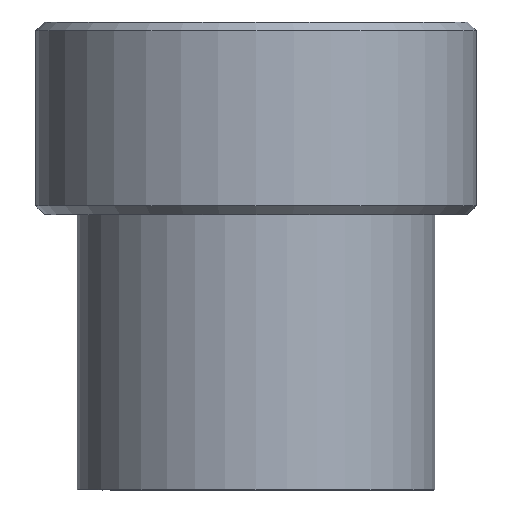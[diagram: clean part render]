
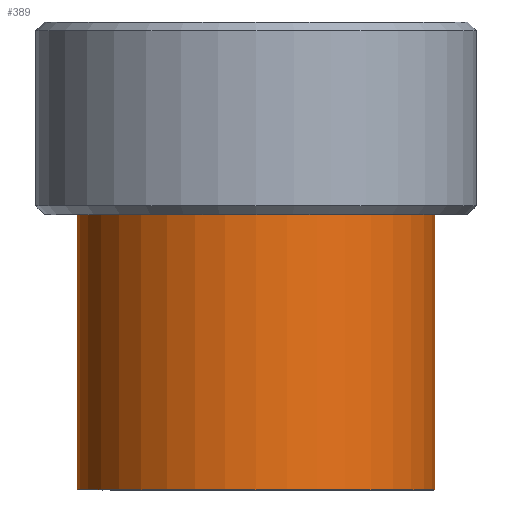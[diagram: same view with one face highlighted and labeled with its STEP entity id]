
A CAD part, front view. The second image highlights one B-rep face of the part: STEP entity #389.
In plain terms, the highlighted cylindrical face has radius 20.637 mm (diameter 41.275 mm), a full revolution.
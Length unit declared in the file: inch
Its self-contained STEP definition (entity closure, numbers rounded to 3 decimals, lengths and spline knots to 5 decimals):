
#34=CYLINDRICAL_SURFACE('',#451,0.8125);
#50=FACE_BOUND('',#122,.T.);
#83=FACE_OUTER_BOUND('',#121,.T.);
#121=EDGE_LOOP('',(#286));
#122=EDGE_LOOP('',(#287));
#180=CIRCLE('',#446,0.8125);
#183=CIRCLE('',#452,0.8125);
#213=VERTEX_POINT('',#650);
#216=VERTEX_POINT('',#659);
#246=EDGE_CURVE('',#213,#213,#180,.T.);
#249=EDGE_CURVE('',#216,#216,#183,.T.);
#286=ORIENTED_EDGE('',*,*,#246,.T.);
#287=ORIENTED_EDGE('',*,*,#249,.F.);
#389=ADVANCED_FACE('',(#83,#50),#34,.T.);
#446=AXIS2_PLACEMENT_3D('',#651,#520,#521);
#451=AXIS2_PLACEMENT_3D('',#658,#530,#531);
#452=AXIS2_PLACEMENT_3D('',#660,#532,#533);
#520=DIRECTION('center_axis',(0.,0.,
-1.));
#521=DIRECTION('ref_axis',(1.,0.,0.));
#530=DIRECTION('center_axis',(0.,0.,
1.));
#531=DIRECTION('ref_axis',(1.,0.,0.));
#532=DIRECTION('center_axis',(0.,0.,
-1.));
#533=DIRECTION('ref_axis',(1.,0.,0.));
#650=CARTESIAN_POINT('',(-1.39822,-0.18209,0.30405));
#651=CARTESIAN_POINT('Origin',(-0.58572,-0.18209,0.30405));
#658=CARTESIAN_POINT('Origin',(-0.58572,-0.18209,-0.94595));
#659=CARTESIAN_POINT('',(-1.39822,-0.18209,-0.94595));
#660=CARTESIAN_POINT('Origin',(-0.58572,-0.18209,-0.94595));
